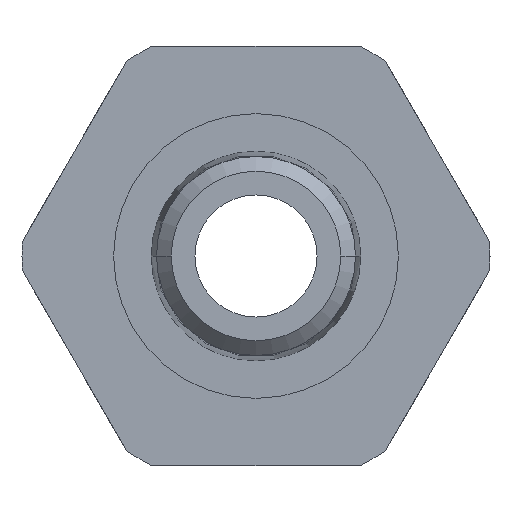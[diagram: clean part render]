
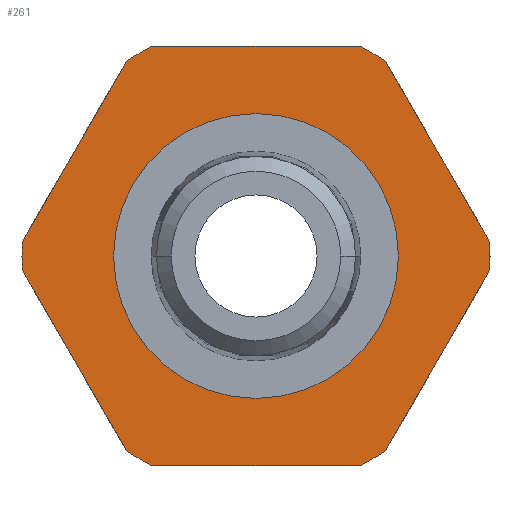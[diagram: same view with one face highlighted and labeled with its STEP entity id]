
A CAD part, front view. The second image highlights one B-rep face of the part: STEP entity #261.
In plain terms, the highlighted planar face has unit normal (0, -1, 0).
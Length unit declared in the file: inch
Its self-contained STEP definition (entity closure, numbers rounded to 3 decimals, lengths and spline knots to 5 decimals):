
#32 = VECTOR ( 'NONE', #1980, 39.37008 ) ;
#69 = EDGE_CURVE ( 'NONE', #873, #1215, #869, .T. ) ;
#124 = AXIS2_PLACEMENT_3D ( 'NONE', #829, #2068, #1012 ) ;
#162 = CIRCLE ( 'NONE', #1556, 0.45276 ) ;
#163 = CARTESIAN_POINT ( 'NONE',  ( 0.2505, 0.39764, -0.37714 ) ) ;
#164 = CARTESIAN_POINT ( 'NONE',  ( 0., 0.39764, 0. ) ) ;
#166 = VECTOR ( 'NONE', #1821, 39.37008 ) ;
#182 = EDGE_CURVE ( 'NONE', #2102, #2193, #746, .T. ) ;
#186 = CIRCLE ( 'NONE', #124, 0.45276 ) ;
#194 = CARTESIAN_POINT ( 'NONE',  ( 0.2505, 0.39764, 0.37714 ) ) ;
#195 = ORIENTED_EDGE ( 'NONE', *, *, #1809, .F. ) ;
#211 = VERTEX_POINT ( 'NONE', #1098 ) ;
#244 = ORIENTED_EDGE ( 'NONE', *, *, #2219, .F. ) ;
#253 = EDGE_CURVE ( 'NONE', #1369, #606, #634, .T. ) ;
#261 = ADVANCED_FACE ( 'NONE', ( #1108, #1584 ), #396, .T. ) ;
#336 = DIRECTION ( 'NONE',  ( 1., 0., 0. ) ) ;
#337 = DIRECTION ( 'NONE',  ( -1., 0., 0. ) ) ;
#374 = EDGE_LOOP ( 'NONE', ( #992, #1009, #2061, #407, #1754, #1297, #1633, #195, #752, #850, #1015, #2092, #1042 ) ) ;
#387 = VERTEX_POINT ( 'NONE', #2066 ) ;
#396 = PLANE ( 'NONE',  #2146 ) ;
#407 = ORIENTED_EDGE ( 'NONE', *, *, #1342, .F. ) ;
#419 = CARTESIAN_POINT ( 'NONE',  ( 0., 0.39764, 0. ) ) ;
#465 = LINE ( 'NONE', #558, #1353 ) ;
#493 = EDGE_CURVE ( 'NONE', #1215, #606, #1774, .T. ) ;
#521 = CARTESIAN_POINT ( 'NONE',  ( 0., 0.39764, 0. ) ) ;
#535 = CARTESIAN_POINT ( 'NONE',  ( 0., 0.39764, 0. ) ) ;
#548 = CARTESIAN_POINT ( 'NONE',  ( 0., 0.39764, 0. ) ) ;
#556 = ORIENTED_EDGE ( 'NONE', *, *, #740, .F. ) ;
#558 = CARTESIAN_POINT ( 'NONE',  ( 0.45187, 0.39764, 0.02837 ) ) ;
#594 = DIRECTION ( 'NONE',  ( -1., 0., 0. ) ) ;
#606 = VERTEX_POINT ( 'NONE', #1914 ) ;
#634 = LINE ( 'NONE', #1645, #166 ) ;
#699 = DIRECTION ( 'NONE',  ( -1., 0., 0. ) ) ;
#707 = DIRECTION ( 'NONE',  ( -1., 0., 0. ) ) ;
#712 = CIRCLE ( 'NONE', #2043, 0.45276 ) ;
#731 = DIRECTION ( 'NONE',  ( -1., 0., 0. ) ) ;
#734 = DIRECTION ( 'NONE',  ( -0.5, 0., 0.866 ) ) ;
#740 = EDGE_CURVE ( 'NONE', #791, #1413, #1968, .T. ) ;
#743 = CARTESIAN_POINT ( 'NONE',  ( -0.45187, 0.39764, -0.02837 ) ) ;
#746 = CIRCLE ( 'NONE', #793, 0.45276 ) ;
#752 = ORIENTED_EDGE ( 'NONE', *, *, #798, .T. ) ;
#773 = CARTESIAN_POINT ( 'NONE',  ( 0.45187, 0.39764, 0.02837 ) ) ;
#791 = VERTEX_POINT ( 'NONE', #1262 ) ;
#793 = AXIS2_PLACEMENT_3D ( 'NONE', #1988, #929, #2168 ) ;
#798 = EDGE_CURVE ( 'NONE', #387, #2282, #1437, .T. ) ;
#829 = CARTESIAN_POINT ( 'NONE',  ( 0., 0.39764, 0. ) ) ;
#850 = ORIENTED_EDGE ( 'NONE', *, *, #2290, .F. ) ;
#858 = DIRECTION ( 'NONE',  ( 0., 1., 0. ) ) ;
#869 = CIRCLE ( 'NONE', #1624, 0.45276 ) ;
#873 = VERTEX_POINT ( 'NONE', #2166 ) ;
#875 = EDGE_CURVE ( 'NONE', #873, #2193, #1748, .T. ) ;
#882 = DIRECTION ( 'NONE',  ( 0.5, 0., 0.866 ) ) ;
#918 = EDGE_CURVE ( 'NONE', #1418, #2137, #1528, .T. ) ;
#929 = DIRECTION ( 'NONE',  ( 0., 1., 0. ) ) ;
#943 = DIRECTION ( 'NONE',  ( 0., -1., 0. ) ) ;
#985 = CARTESIAN_POINT ( 'NONE',  ( 0., 0.39764, 0. ) ) ;
#992 = ORIENTED_EDGE ( 'NONE', *, *, #875, .T. ) ;
#1009 = ORIENTED_EDGE ( 'NONE', *, *, #182, .F. ) ;
#1012 = DIRECTION ( 'NONE',  ( -1., 0., 0. ) ) ;
#1015 = ORIENTED_EDGE ( 'NONE', *, *, #253, .T. ) ;
#1042 = ORIENTED_EDGE ( 'NONE', *, *, #69, .F. ) ;
#1075 = AXIS2_PLACEMENT_3D ( 'NONE', #1907, #858, #2094 ) ;
#1098 = CARTESIAN_POINT ( 'NONE',  ( 0.20137, 0.39764, -0.40551 ) ) ;
#1108 = FACE_BOUND ( 'NONE', #1859, .T. ) ;
#1109 = CARTESIAN_POINT ( 'NONE',  ( -0.20137, 0.39764, -0.40551 ) ) ;
#1128 = CIRCLE ( 'NONE', #1220, 0.27559 ) ;
#1153 = DIRECTION ( 'NONE',  ( -1., 0., 0. ) ) ;
#1189 = VECTOR ( 'NONE', #882, 39.37008 ) ;
#1215 = VERTEX_POINT ( 'NONE', #1739 ) ;
#1220 = AXIS2_PLACEMENT_3D ( 'NONE', #985, #2218, #1153 ) ;
#1262 = CARTESIAN_POINT ( 'NONE',  ( 0.27559, 0.39764, 0. ) ) ;
#1266 = VECTOR ( 'NONE', #1280, 39.37008 ) ;
#1280 = DIRECTION ( 'NONE',  ( 0.5, 0., -0.866 ) ) ;
#1297 = ORIENTED_EDGE ( 'NONE', *, *, #918, .F. ) ;
#1310 = EDGE_CURVE ( 'NONE', #1732, #2137, #1656, .T. ) ;
#1342 = EDGE_CURVE ( 'NONE', #1732, #211, #712, .T. ) ;
#1353 = VECTOR ( 'NONE', #734, 39.37008 ) ;
#1357 = AXIS2_PLACEMENT_3D ( 'NONE', #548, #1793, #731 ) ;
#1369 = VERTEX_POINT ( 'NONE', #2028 ) ;
#1398 = CARTESIAN_POINT ( 'NONE',  ( -0.36417, 0.39764, -0.40551 ) ) ;
#1399 = DIRECTION ( 'NONE',  ( 0., 1., 0. ) ) ;
#1413 = VERTEX_POINT ( 'NONE', #2011 ) ;
#1418 = VERTEX_POINT ( 'NONE', #773 ) ;
#1437 = LINE ( 'NONE', #1623, #32 ) ;
#1528 = CIRCLE ( 'NONE', #1875, 0.45276 ) ;
#1535 = CARTESIAN_POINT ( 'NONE',  ( -0.20137, 0.39764, 0.40551 ) ) ;
#1556 = AXIS2_PLACEMENT_3D ( 'NONE', #521, #1765, #699 ) ;
#1584 = FACE_OUTER_BOUND ( 'NONE', #374, .T. ) ;
#1623 = CARTESIAN_POINT ( 'NONE',  ( -0.36417, 0.39764, 0.40551 ) ) ;
#1624 = AXIS2_PLACEMENT_3D ( 'NONE', #164, #1399, #337 ) ;
#1629 = VECTOR ( 'NONE', #336, 39.37008 ) ;
#1633 = ORIENTED_EDGE ( 'NONE', *, *, #2033, .T. ) ;
#1645 = CARTESIAN_POINT ( 'NONE',  ( -0.2505, 0.39764, 0.37714 ) ) ;
#1656 = LINE ( 'NONE', #2119, #1189 ) ;
#1659 = DIRECTION ( 'NONE',  ( 0., 1., 0. ) ) ;
#1669 = CARTESIAN_POINT ( 'NONE',  ( 0.45187, 0.39764, -0.02837 ) ) ;
#1726 = EDGE_CURVE ( 'NONE', #2102, #211, #2052, .T. ) ;
#1732 = VERTEX_POINT ( 'NONE', #163 ) ;
#1739 = CARTESIAN_POINT ( 'NONE',  ( -0.45276, 0.39764, 0. ) ) ;
#1748 = LINE ( 'NONE', #743, #1266 ) ;
#1754 = ORIENTED_EDGE ( 'NONE', *, *, #1310, .T. ) ;
#1765 = DIRECTION ( 'NONE',  ( 0., 1., 0. ) ) ;
#1774 = CIRCLE ( 'NONE', #1075, 0.45276 ) ;
#1777 = DIRECTION ( 'NONE',  ( 0., 1., 0. ) ) ;
#1793 = DIRECTION ( 'NONE',  ( 0., -1., 0. ) ) ;
#1809 = EDGE_CURVE ( 'NONE', #387, #1972, #162, .T. ) ;
#1821 = DIRECTION ( 'NONE',  ( -0.5, 0., -0.866 ) ) ;
#1859 = EDGE_LOOP ( 'NONE', ( #244, #556 ) ) ;
#1875 = AXIS2_PLACEMENT_3D ( 'NONE', #419, #1659, #594 ) ;
#1907 = CARTESIAN_POINT ( 'NONE',  ( 0., 0.39764, 0. ) ) ;
#1914 = CARTESIAN_POINT ( 'NONE',  ( -0.45187, 0.39764, 0.02837 ) ) ;
#1968 = CIRCLE ( 'NONE', #1357, 0.27559 ) ;
#1972 = VERTEX_POINT ( 'NONE', #194 ) ;
#1980 = DIRECTION ( 'NONE',  ( -1., 0., 0. ) ) ;
#1988 = CARTESIAN_POINT ( 'NONE',  ( 0., 0.39764, 0. ) ) ;
#2011 = CARTESIAN_POINT ( 'NONE',  ( -0.27559, 0.39764, 0. ) ) ;
#2022 = CARTESIAN_POINT ( 'NONE',  ( -0.2505, 0.39764, -0.37714 ) ) ;
#2028 = CARTESIAN_POINT ( 'NONE',  ( -0.2505, 0.39764, 0.37714 ) ) ;
#2033 = EDGE_CURVE ( 'NONE', #1418, #1972, #465, .T. ) ;
#2043 = AXIS2_PLACEMENT_3D ( 'NONE', #535, #1777, #707 ) ;
#2052 = LINE ( 'NONE', #1398, #1629 ) ;
#2061 = ORIENTED_EDGE ( 'NONE', *, *, #1726, .T. ) ;
#2066 = CARTESIAN_POINT ( 'NONE',  ( 0.20137, 0.39764, 0.40551 ) ) ;
#2068 = DIRECTION ( 'NONE',  ( 0., 1., 0. ) ) ;
#2092 = ORIENTED_EDGE ( 'NONE', *, *, #493, .F. ) ;
#2094 = DIRECTION ( 'NONE',  ( -1., 0., 0. ) ) ;
#2102 = VERTEX_POINT ( 'NONE', #1109 ) ;
#2119 = CARTESIAN_POINT ( 'NONE',  ( 0.2505, 0.39764, -0.37714 ) ) ;
#2137 = VERTEX_POINT ( 'NONE', #1669 ) ;
#2146 = AXIS2_PLACEMENT_3D ( 'NONE', #2174, #943, #2180 ) ;
#2166 = CARTESIAN_POINT ( 'NONE',  ( -0.45187, 0.39764, -0.02837 ) ) ;
#2168 = DIRECTION ( 'NONE',  ( -1., 0., 0. ) ) ;
#2174 = CARTESIAN_POINT ( 'NONE',  ( -0.36417, 0.39764, 0. ) ) ;
#2180 = DIRECTION ( 'NONE',  ( 0., 0., -1. ) ) ;
#2193 = VERTEX_POINT ( 'NONE', #2022 ) ;
#2218 = DIRECTION ( 'NONE',  ( 0., -1., 0. ) ) ;
#2219 = EDGE_CURVE ( 'NONE', #1413, #791, #1128, .T. ) ;
#2282 = VERTEX_POINT ( 'NONE', #1535 ) ;
#2290 = EDGE_CURVE ( 'NONE', #1369, #2282, #186, .T. ) ;
